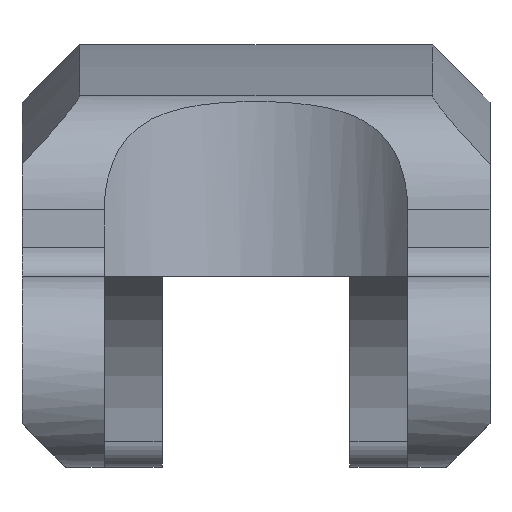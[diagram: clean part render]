
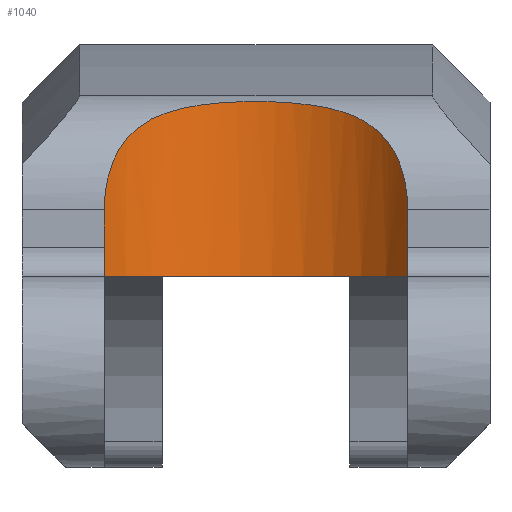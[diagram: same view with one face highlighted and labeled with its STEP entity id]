
A CAD part, front view. The second image highlights one B-rep face of the part: STEP entity #1040.
In plain terms, the highlighted cylindrical face has radius 6.6 mm (diameter 13.2 mm), a partial arc.
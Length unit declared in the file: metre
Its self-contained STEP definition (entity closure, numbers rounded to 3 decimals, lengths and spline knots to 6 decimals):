
#20=B_SPLINE_CURVE_WITH_KNOTS('',3,(#1755,#1756,#1757,#1758,#1759,#1760,
#1761,#1762,#1763,#1764,#1765),.UNSPECIFIED.,.F.,.F.,(4,1,1,1,1,1,1,1,4),
(0.,0.001992,0.003984,0.005977,0.007969,
0.009961,0.011953,0.013945,0.015937),
 .UNSPECIFIED.);
#90=CIRCLE('',#1152,0.0066);
#241=ORIENTED_EDGE('',*,*,#453,.F.);
#242=ORIENTED_EDGE('',*,*,#505,.T.);
#243=ORIENTED_EDGE('',*,*,#445,.F.);
#244=ORIENTED_EDGE('',*,*,#506,.F.);
#445=EDGE_CURVE('',#586,#587,#676,.F.);
#453=EDGE_CURVE('',#594,#595,#684,.T.);
#505=EDGE_CURVE('',#594,#587,#20,.T.);
#506=EDGE_CURVE('',#595,#586,#90,.T.);
#586=VERTEX_POINT('',#1636);
#587=VERTEX_POINT('',#1637);
#594=VERTEX_POINT('',#1652);
#595=VERTEX_POINT('',#1654);
#676=LINE('',#1635,#751);
#684=LINE('',#1653,#759);
#751=VECTOR('',#1297,1.);
#759=VECTOR('',#1307,1.);
#839=EDGE_LOOP('',(#241,#242,#243,#244));
#934=FACE_BOUND('',#839,.T.);
#1001=CYLINDRICAL_SURFACE('',#1151,0.0066);
#1040=ADVANCED_FACE('',(#934),#1001,.F.);
#1151=AXIS2_PLACEMENT_3D('',#1754,#1400,#1401);
#1152=AXIS2_PLACEMENT_3D('',#1766,#1402,#1403);
#1297=DIRECTION('',(0.,0.,-1.));
#1307=DIRECTION('',(0.,0.,-1.));
#1400=DIRECTION('',(0.,0.,-1.));
#1401=DIRECTION('',(0.,1.,0.));
#1402=DIRECTION('',(0.,0.,1.));
#1403=DIRECTION('',(0.,-1.,0.));
#1635=CARTESIAN_POINT('',(-0.00525,0.004,0.0283));
#1636=CARTESIAN_POINT('',(-0.00525,0.004,0.0033));
#1637=CARTESIAN_POINT('',(-0.00525,0.004,0.005605));
#1652=CARTESIAN_POINT('',(0.00525,0.004,0.005605));
#1653=CARTESIAN_POINT('',(0.00525,0.004,0.0283));
#1654=CARTESIAN_POINT('',(0.00525,0.004,0.0033));
#1754=CARTESIAN_POINT('',(0.,0.,0.0283));
#1755=CARTESIAN_POINT('',(0.00525,0.004,0.005605));
#1756=CARTESIAN_POINT('',(0.00525,0.004,0.006278));
#1757=CARTESIAN_POINT('',(0.005002,0.004363,0.007602));
#1758=CARTESIAN_POINT('',(0.003778,0.005523,0.008839));
#1759=CARTESIAN_POINT('',(0.001996,0.006398,0.009284));
#1760=CARTESIAN_POINT('',(-0.000007,0.006701,0.009385));
#1761=CARTESIAN_POINT('',(-0.001994,0.006398,0.009284));
#1762=CARTESIAN_POINT('',(-0.003782,0.00552,0.008836));
#1763=CARTESIAN_POINT('',(-0.004996,0.004368,0.007612));
#1764=CARTESIAN_POINT('',(-0.00525,0.004,0.006279));
#1765=CARTESIAN_POINT('',(-0.00525,0.004,0.005605));
#1766=CARTESIAN_POINT('',(0.,0.,0.0033));
